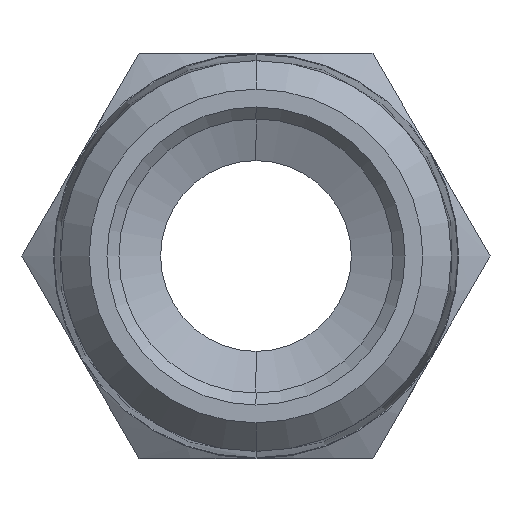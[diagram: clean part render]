
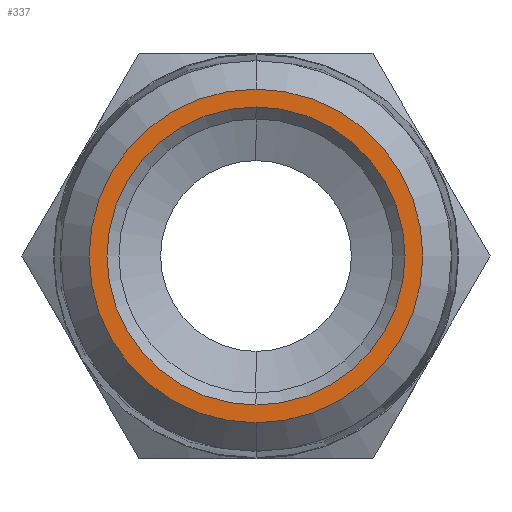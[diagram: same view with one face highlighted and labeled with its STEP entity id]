
A CAD part, front view. The second image highlights one B-rep face of the part: STEP entity #337.
In plain terms, the highlighted planar face has unit normal (0, -1, 0).
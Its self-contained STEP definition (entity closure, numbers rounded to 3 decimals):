
#126 = CARTESIAN_POINT ( 'NONE',  ( 0., -54., 0. ) ) ;
#127 = DIRECTION ( 'NONE',  ( 0., 1., 0. ) ) ;
#128 = DIRECTION ( 'NONE',  ( 0., 0., 1. ) ) ;
#129 = CARTESIAN_POINT ( 'NONE',  ( 0., -54., 0. ) ) ;
#130 = DIRECTION ( 'NONE',  ( 0., -1., 0. ) ) ;
#131 = DIRECTION ( 'NONE',  ( 0., 0., -1. ) ) ;
#256 = CARTESIAN_POINT ( 'NONE',  ( 0., -54., 0. ) ) ;
#257 = DIRECTION ( 'NONE',  ( 0., -1., 0. ) ) ;
#258 = DIRECTION ( 'NONE',  ( 0., 0., -1. ) ) ;
#337 = ADVANCED_FACE ( 'NONE', ( #1195, #1196 ), #726, .T. ) ;
#362 = CARTESIAN_POINT ( 'NONE',  ( 0., -54., 0. ) ) ;
#363 = DIRECTION ( 'NONE',  ( 0., 1., 0. ) ) ;
#364 = DIRECTION ( 'NONE',  ( 0., 0., 1. ) ) ;
#431 = AXIS2_PLACEMENT_3D ( 'NONE', #727, #728, #729 ) ;
#476 = CIRCLE ( 'NONE', #503, 6.25 ) ;
#503 = AXIS2_PLACEMENT_3D ( 'NONE', #126, #127, #128 ) ;
#504 = CIRCLE ( 'NONE', #505, 6.998 ) ;
#505 = AXIS2_PLACEMENT_3D ( 'NONE', #129, #130, #131 ) ;
#622 = EDGE_LOOP ( 'NONE', ( #1015, #1009 ) ) ;
#624 = EDGE_LOOP ( 'NONE', ( #1012, #1008 ) ) ;
#726 = PLANE ( 'NONE',  #431 ) ;
#727 = CARTESIAN_POINT ( 'NONE',  ( 8.5, -54., 0. ) ) ;
#728 = DIRECTION ( 'NONE',  ( 0., -1., 0. ) ) ;
#729 = DIRECTION ( 'NONE',  ( 0., 0., -1. ) ) ;
#841 = CARTESIAN_POINT ( 'NONE',  ( 0., -54., 6.998 ) ) ;
#842 = CARTESIAN_POINT ( 'NONE',  ( 0., -54., 6.25 ) ) ;
#845 = CARTESIAN_POINT ( 'NONE',  ( 0., -54., -6.25 ) ) ;
#849 = CARTESIAN_POINT ( 'NONE',  ( 0., -54., -6.998 ) ) ;
#1008 = ORIENTED_EDGE ( 'NONE', *, *, #1294, .T. ) ;
#1009 = ORIENTED_EDGE ( 'NONE', *, *, #1333, .T. ) ;
#1012 = ORIENTED_EDGE ( 'NONE', *, *, #1349, .T. ) ;
#1015 = ORIENTED_EDGE ( 'NONE', *, *, #1295, .T. ) ;
#1150 = VERTEX_POINT ( 'NONE', #841 ) ;
#1151 = VERTEX_POINT ( 'NONE', #842 ) ;
#1154 = VERTEX_POINT ( 'NONE', #845 ) ;
#1158 = VERTEX_POINT ( 'NONE', #849 ) ;
#1195 = FACE_OUTER_BOUND ( 'NONE', #622, .T. ) ;
#1196 = FACE_BOUND ( 'NONE', #624, .T. ) ;
#1294 = EDGE_CURVE ( 'NONE', #1151, #1154, #476, .T. ) ;
#1295 = EDGE_CURVE ( 'NONE', #1150, #1158, #504, .T. ) ;
#1333 = EDGE_CURVE ( 'NONE', #1158, #1150, #1389, .T. ) ;
#1349 = EDGE_CURVE ( 'NONE', #1154, #1151, #1413, .T. ) ;
#1389 = CIRCLE ( 'NONE', #1394, 6.998 ) ;
#1394 = AXIS2_PLACEMENT_3D ( 'NONE', #256, #257, #258 ) ;
#1413 = CIRCLE ( 'NONE', #1416, 6.25 ) ;
#1416 = AXIS2_PLACEMENT_3D ( 'NONE', #362, #363, #364 ) ;
